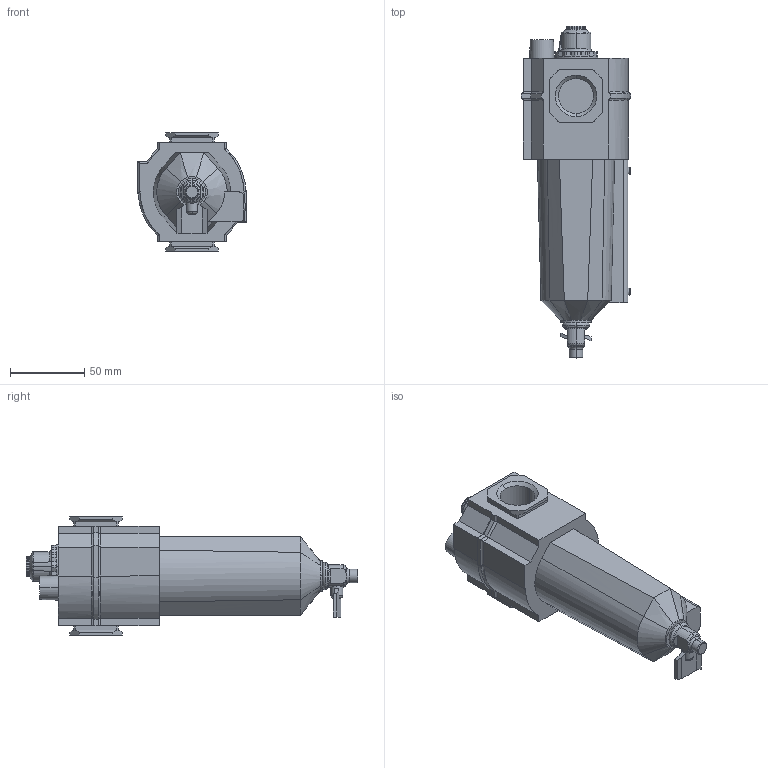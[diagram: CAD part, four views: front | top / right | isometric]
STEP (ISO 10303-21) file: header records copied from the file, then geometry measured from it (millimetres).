
FILE_DESCRIPTION (( 'STEP AP214' ), '1' );
FILE_NAME ('Norgren-L74C-6AP-QDN.step', '2019-03-03T16:35:50', ( '' ), ( '' ), 'SwSTEP 2.0', 'SolidWorks 2019', '' );
FILE_SCHEMA (( 'AUTOMOTIVE_DESIGN' ));
Length unit declared in the file: millimetre
Products named in the file (8): Norgren-L74C-6AP-QDN_LC_74-6_w; Norgren-L74C-6AP-QDN; Norgren-L74C-6AP-QDN_L74MC_ss_14; Norgren-L74C-6AP-QDN_L74MC_ss_68; Norgren-L74C-6AP-QDN_L74MC_ss_31_Q; Norgren-L74C-6AP-QDN_L74MC_ss_73; Norgren-L74C-6AP-QDN_L74MC_ss_03; Norgren-L74C-6AP-QDN_LC_74d_Q
Assembly tree (7 placements, depth 3):
  Norgren-L74C-6AP-QDN
    Norgren-L74C-6AP-QDN_LC_74d_Q
      Norgren-L74C-6AP-QDN_L74MC_ss_31_Q
      Norgren-L74C-6AP-QDN_L74MC_ss_03
    Norgren-L74C-6AP-QDN_LC_74-6_w
      Norgren-L74C-6AP-QDN_L74MC_ss_14
      Norgren-L74C-6AP-QDN_L74MC_ss_68
    Norgren-L74C-6AP-QDN_L74MC_ss_73
Bounding box: 73.5 x 223.7 x 80 mm (x, y, z)
Volume: 518754 mm3; surface area: 61003.1 mm2
Topology: 5 solids, 7 shells, 314 faces, 767 edges, 480 vertices
Faces by surface type: plane 148, cylinder 79, bspline 71, cone 8, torus 8
Entity records: 15091 total; most frequent: CARTESIAN_POINT 4968, ORIENTED_EDGE 1534, DIRECTION 1380, EDGE_CURVE 767, VERTEX_POINT 480, LINE 460, AXIS2_PLACEMENT_3D 460, VECTOR 460
